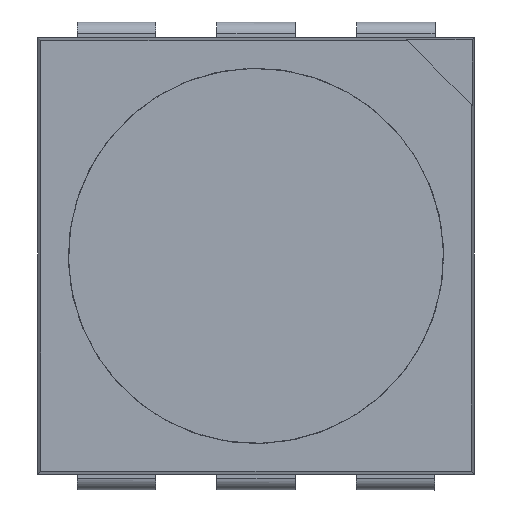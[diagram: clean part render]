
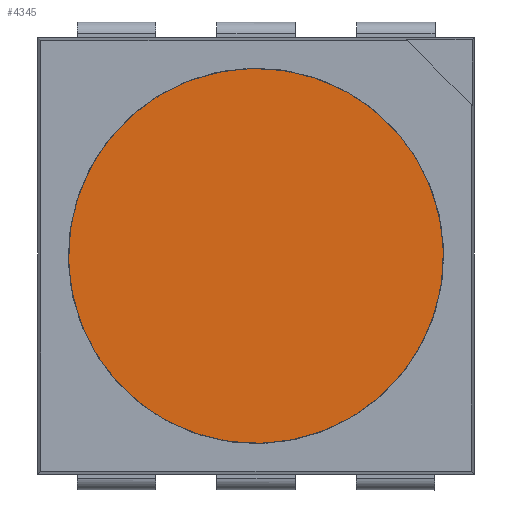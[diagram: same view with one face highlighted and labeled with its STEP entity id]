
A CAD part, top view. The second image highlights one B-rep face of the part: STEP entity #4345.
In plain terms, the highlighted planar face has unit normal (0, 0, 1).
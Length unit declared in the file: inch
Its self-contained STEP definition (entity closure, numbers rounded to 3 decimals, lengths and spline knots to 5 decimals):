
#4298=CARTESIAN_POINT('',(0.09843,-0.09843,
0.02559));
#4299=DIRECTION('',(0.,0.,1.));
#4300=DIRECTION('',(1.,0.,0.));
#4301=AXIS2_PLACEMENT_3D('',#4298,#4299,#4300);
#4303=CARTESIAN_POINT('',(0.09843,-0.09843,
0.02559));
#4304=DIRECTION('',(0.,0.,1.));
#4305=DIRECTION('',(-1.,0.,0.));
#4306=AXIS2_PLACEMENT_3D('',#4303,#4304,#4305);
#4330=CARTESIAN_POINT('',(0.01378,-0.09843,
0.02559));
#4331=CARTESIAN_POINT('',(0.18307,-0.09843,
0.02559));
#4332=VERTEX_POINT('',#4330);
#4333=VERTEX_POINT('',#4331);
#4334=CARTESIAN_POINT('',(0.09843,-0.09843,
0.02559));
#4335=DIRECTION('',(0.,0.,1.));
#4336=DIRECTION('',(1.,0.,0.));
#4337=AXIS2_PLACEMENT_3D('',#4334,#4335,#4336);
#4338=PLANE('',#4337);
#4340=ORIENTED_EDGE('',*,*,#4339,.F.);
#4342=ORIENTED_EDGE('',*,*,#4341,.F.);
#4343=EDGE_LOOP('',(#4340,#4342));
#4344=FACE_OUTER_BOUND('',#4343,.F.);
#4345=ADVANCED_FACE('',(#4344),#4338,.T.);
#4302=CIRCLE('',#4301,0.08465);
#4307=CIRCLE('',#4306,0.08465);
#4339=EDGE_CURVE('',#4333,#4332,#4302,.T.);
#4341=EDGE_CURVE('',#4332,#4333,#4307,.T.);
